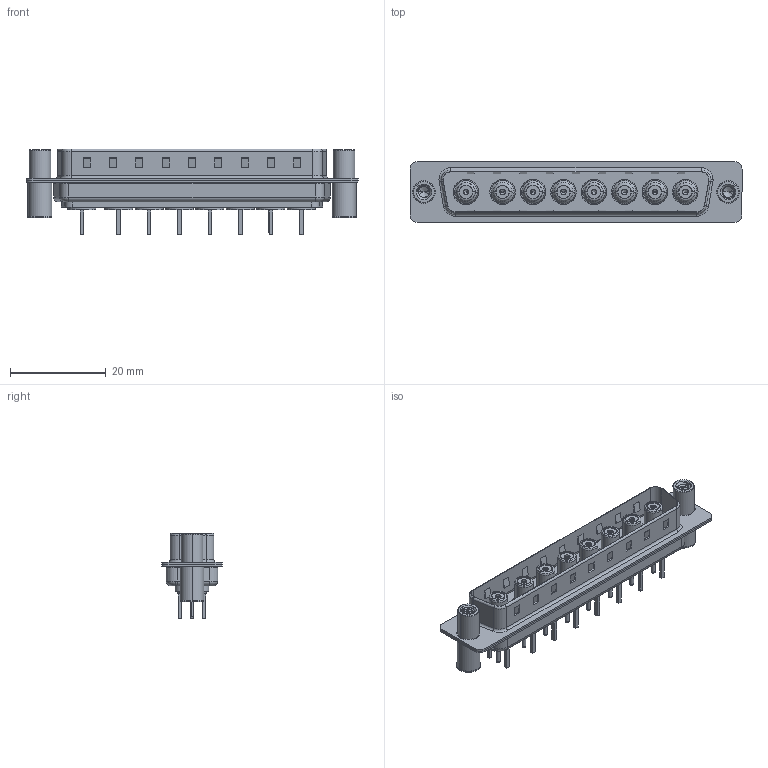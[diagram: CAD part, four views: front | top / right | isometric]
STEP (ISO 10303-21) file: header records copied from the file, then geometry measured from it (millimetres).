
FILE_DESCRIPTION (( 'STEP AP203' ), '1' );
FILE_NAME ('627-8W8-224-7NC.STEP', '2019-05-28T04:23:26', ( '' ), ( '' ), 'SwSTEP 2.0', 'SolidWorks 2016', '' );
FILE_SCHEMA (( 'CONFIG_CONTROL_DESIGN' ));
Length unit declared in the file: millimetre
Products named in the file (12): 627Combo Housing_8W8; 627Combo Threaded Standoff and Board Spacer_C; 627-8W8-224-7NC; Co-Ax Jack Assy_S; 627Combo Shell Rear_37 Contacts; Co-Ax Jack_Straight PC Tail; Locking Collar; Insulator Socket 2; Insulator Socket; 627Combo Shell Front_37 Contacts; 627Combo Threaded Standoff and Board Spacer_4; Socket_Str
Assembly tree (18 placements, depth 3):
  627-8W8-224-7NC
    627Combo Housing_8W8
    627Combo Shell Rear_37 Contacts
    627Combo Shell Front_37 Contacts
    627Combo Threaded Standoff and Board Spacer_C
    Co-Ax Jack Assy_S  x8
      Co-Ax Jack_Straight PC Tail
      Insulator Socket
      Insulator Socket 2
      Locking Collar
      Socket_Str
    627Combo Threaded Standoff and Board Spacer_4
Bounding box: 69.3 x 12.6 x 17.9 mm (x, y, z)
Volume: 4242 mm3; surface area: 12995 mm2
Topology: 45 solids, 45 shells, 1395 faces, 3295 edges, 2063 vertices
Faces by surface type: plane 585, cylinder 579, cone 101, torus 86, bspline 28, sphere 16
Entity records: 25570 total; most frequent: CARTESIAN_POINT 8552, DIRECTION 3283, ORIENTED_EDGE 3244, EDGE_CURVE 1622, AXIS2_PLACEMENT_3D 1200, VERTEX_POINT 1027, LINE 883, VECTOR 883
